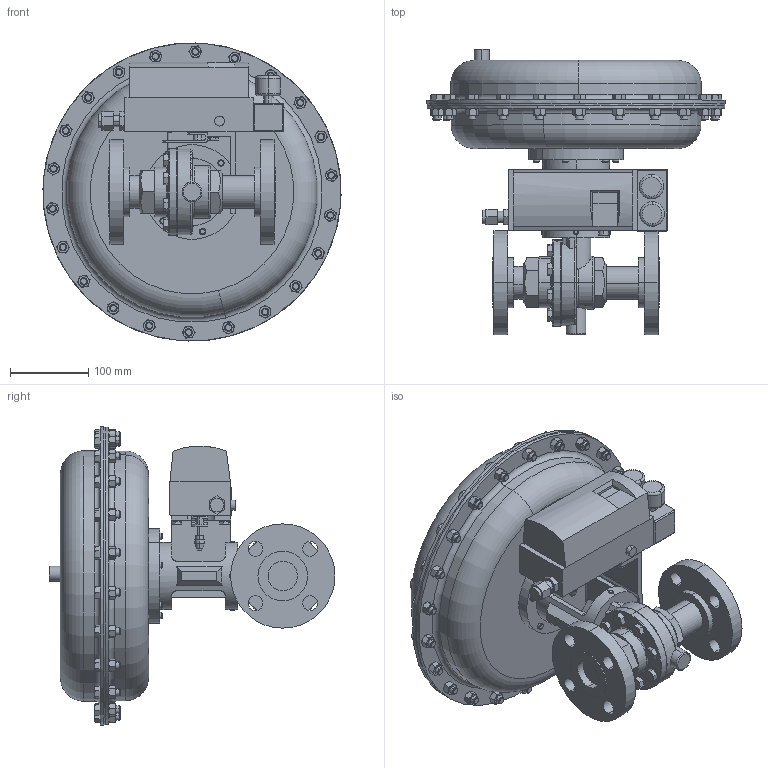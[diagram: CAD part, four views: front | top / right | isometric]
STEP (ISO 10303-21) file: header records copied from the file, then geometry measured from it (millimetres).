
FILE_DESCRIPTION (( 'STEP AP203' ), '1' );
FILE_NAME ('70SP-125-DI+BR-F3-85M-16IQ.STEP', '2017-09-11T18:28:59', ( '' ), ( '' ), 'SwSTEP 2.0', 'SolidWorks 2014', '' );
FILE_SCHEMA (( 'CONFIG_CONTROL_DESIGN' ));
Products named in the file (1): 70SP-125-DI+BR-F3-85M-16IQ
Bounding box: 380.96 x 365.42 x 380.89 mm (x, y, z)
Volume: 11962848.3 mm3; surface area: 603605.8 mm2
Topology: 1 solids, 1 shells, 1410 faces, 3253 edges, 1968 vertices
Faces by surface type: plane 600, cone 526, cylinder 211, bspline 38, torus 33, sphere 2
Entity records: 50703 total; most frequent: CARTESIAN_POINT 20269, ORIENTED_EDGE 6498, DIRECTION 5930, EDGE_CURVE 3249, AXIS2_PLACEMENT_3D 2379, VERTEX_POINT 1968, EDGE_LOOP 1557, ADVANCED_FACE 1410
